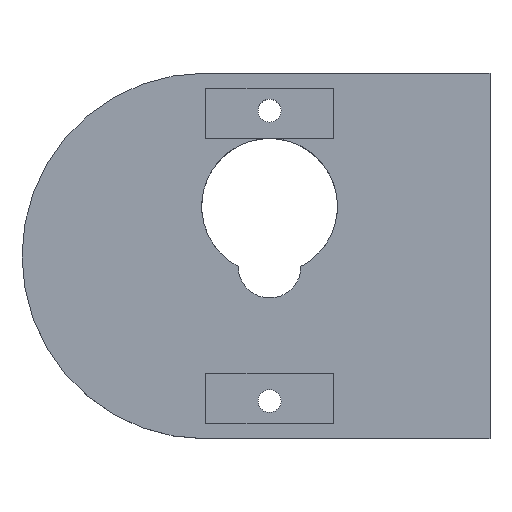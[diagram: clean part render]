
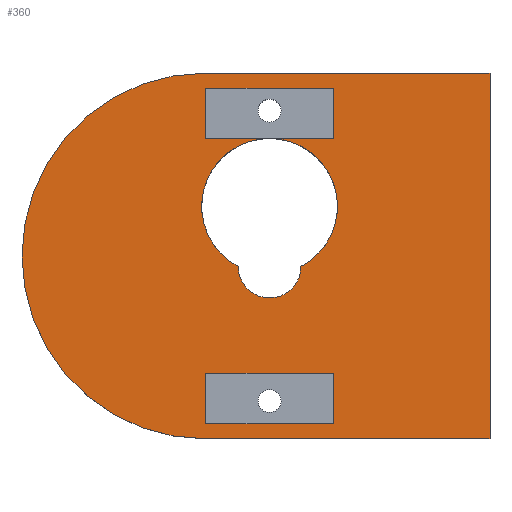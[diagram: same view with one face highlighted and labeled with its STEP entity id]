
A CAD part, top view. The second image highlights one B-rep face of the part: STEP entity #360.
In plain terms, the highlighted planar face has unit normal (0, 0, 1).
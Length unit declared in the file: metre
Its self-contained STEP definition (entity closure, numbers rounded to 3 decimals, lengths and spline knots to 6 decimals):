
#25=CIRCLE('',#394,0.0175);
#26=CIRCLE('',#395,0.0065);
#27=CIRCLE('',#396,0.003);
#28=CIRCLE('',#397,0.0065);
#36=ORIENTED_EDGE('',*,*,#132,.F.);
#37=ORIENTED_EDGE('',*,*,#133,.F.);
#38=ORIENTED_EDGE('',*,*,#134,.T.);
#39=ORIENTED_EDGE('',*,*,#135,.T.);
#40=ORIENTED_EDGE('',*,*,#136,.F.);
#41=ORIENTED_EDGE('',*,*,#137,.F.);
#42=ORIENTED_EDGE('',*,*,#138,.F.);
#43=ORIENTED_EDGE('',*,*,#139,.F.);
#44=ORIENTED_EDGE('',*,*,#140,.F.);
#45=ORIENTED_EDGE('',*,*,#141,.F.);
#46=ORIENTED_EDGE('',*,*,#142,.T.);
#47=ORIENTED_EDGE('',*,*,#143,.T.);
#48=ORIENTED_EDGE('',*,*,#144,.T.);
#49=ORIENTED_EDGE('',*,*,#145,.T.);
#50=ORIENTED_EDGE('',*,*,#146,.F.);
#51=ORIENTED_EDGE('',*,*,#147,.F.);
#132=EDGE_CURVE('',#180,#181,#213,.T.);
#133=EDGE_CURVE('',#182,#180,#214,.T.);
#134=EDGE_CURVE('',#182,#183,#25,.T.);
#135=EDGE_CURVE('',#183,#181,#215,.T.);
#136=EDGE_CURVE('',#184,#185,#216,.T.);
#137=EDGE_CURVE('',#186,#184,#26,.T.);
#138=EDGE_CURVE('',#187,#186,#27,.T.);
#139=EDGE_CURVE('',#184,#187,#28,.T.);
#140=EDGE_CURVE('',#188,#184,#217,.T.);
#141=EDGE_CURVE('',#189,#188,#218,.T.);
#142=EDGE_CURVE('',#189,#190,#219,.T.);
#143=EDGE_CURVE('',#190,#185,#220,.T.);
#144=EDGE_CURVE('',#191,#192,#221,.T.);
#145=EDGE_CURVE('',#192,#193,#222,.T.);
#146=EDGE_CURVE('',#194,#193,#223,.T.);
#147=EDGE_CURVE('',#191,#194,#224,.T.);
#180=VERTEX_POINT('',#528);
#181=VERTEX_POINT('',#529);
#182=VERTEX_POINT('',#531);
#183=VERTEX_POINT('',#533);
#184=VERTEX_POINT('',#536);
#185=VERTEX_POINT('',#537);
#186=VERTEX_POINT('',#539);
#187=VERTEX_POINT('',#541);
#188=VERTEX_POINT('',#544);
#189=VERTEX_POINT('',#546);
#190=VERTEX_POINT('',#548);
#191=VERTEX_POINT('',#551);
#192=VERTEX_POINT('',#552);
#193=VERTEX_POINT('',#554);
#194=VERTEX_POINT('',#556);
#213=LINE('',#527,#250);
#214=LINE('',#530,#251);
#215=LINE('',#534,#252);
#216=LINE('',#535,#253);
#217=LINE('',#543,#254);
#218=LINE('',#545,#255);
#219=LINE('',#547,#256);
#220=LINE('',#549,#257);
#221=LINE('',#550,#258);
#222=LINE('',#553,#259);
#223=LINE('',#555,#260);
#224=LINE('',#557,#261);
#250=VECTOR('',#428,1.);
#251=VECTOR('',#429,1.);
#252=VECTOR('',#432,1.);
#253=VECTOR('',#433,1.);
#254=VECTOR('',#440,1.);
#255=VECTOR('',#441,1.);
#256=VECTOR('',#442,1.);
#257=VECTOR('',#443,1.);
#258=VECTOR('',#444,1.);
#259=VECTOR('',#445,1.);
#260=VECTOR('',#446,1.);
#261=VECTOR('',#447,1.);
#287=EDGE_LOOP('',(#36,#37,#38,#39));
#288=EDGE_LOOP('',(#40,#41,#42,#43,#44,#45,#46,#47));
#289=EDGE_LOOP('',(#48,#49,#50,#51));
#316=FACE_BOUND('',#287,.T.);
#317=FACE_BOUND('',#288,.T.);
#318=FACE_BOUND('',#289,.T.);
#345=PLANE('',#393);
#360=ADVANCED_FACE('',(#316,#317,#318),#345,.T.);
#393=AXIS2_PLACEMENT_3D('',#526,#426,#427);
#394=AXIS2_PLACEMENT_3D('',#532,#430,#431);
#395=AXIS2_PLACEMENT_3D('',#538,#434,#435);
#396=AXIS2_PLACEMENT_3D('',#540,#436,#437);
#397=AXIS2_PLACEMENT_3D('',#542,#438,#439);
#426=DIRECTION('',(0.,0.,1.));
#427=DIRECTION('',(1.,0.,0.));
#428=DIRECTION('',(0.,-1.,0.));
#429=DIRECTION('',(1.,0.,0.));
#430=DIRECTION('',(0.,0.,1.));
#431=DIRECTION('',(1.,0.,0.));
#432=DIRECTION('',(1.,0.,0.));
#433=DIRECTION('',(1.,0.,0.));
#434=DIRECTION('',(0.,0.,1.));
#435=DIRECTION('',(1.,0.,0.));
#436=DIRECTION('',(0.,0.,1.));
#437=DIRECTION('',(1.,0.,0.));
#438=DIRECTION('',(0.,0.,1.));
#439=DIRECTION('',(1.,0.,0.));
#440=DIRECTION('',(1.,0.,0.));
#441=DIRECTION('',(0.,-1.,0.));
#442=DIRECTION('',(1.,0.,0.));
#443=DIRECTION('',(0.,-1.,0.));
#444=DIRECTION('',(-1.,0.,0.));
#445=DIRECTION('',(0.,1.,0.));
#446=DIRECTION('',(-1.,0.,0.));
#447=DIRECTION('',(0.,1.,0.));
#526=CARTESIAN_POINT('',(0.0423,-0.0175,0.0045));
#527=CARTESIAN_POINT('',(0.0647,-0.0175,0.0045));
#528=CARTESIAN_POINT('',(0.0647,0.,0.0045));
#529=CARTESIAN_POINT('',(0.0647,-0.035,0.0045));
#530=CARTESIAN_POINT('',(0.05105,0.,0.0045));
#531=CARTESIAN_POINT('',(0.0374,0.,0.0045));
#532=CARTESIAN_POINT('',(0.0374,-0.0175,0.0045));
#533=CARTESIAN_POINT('',(0.0374,-0.035,0.0045));
#534=CARTESIAN_POINT('',(0.05105,-0.035,0.0045));
#535=CARTESIAN_POINT('',(0.0423,-0.00625,0.0045));
#536=CARTESIAN_POINT('',(0.0436,-0.00625,0.0045));
#537=CARTESIAN_POINT('',(0.0497,-0.00625,0.0045));
#538=CARTESIAN_POINT('',(0.0436,-0.01275,0.0045));
#539=CARTESIAN_POINT('',(0.0466,-0.018516,0.0045));
#540=CARTESIAN_POINT('',(0.0436,-0.018516,0.0045));
#541=CARTESIAN_POINT('',(0.0406,-0.018516,0.0045));
#542=CARTESIAN_POINT('',(0.0436,-0.01275,0.0045));
#543=CARTESIAN_POINT('',(0.0423,-0.00625,0.0045));
#544=CARTESIAN_POINT('',(0.0375,-0.00625,0.0045));
#545=CARTESIAN_POINT('',(0.0375,-0.0175,0.0045));
#546=CARTESIAN_POINT('',(0.0375,-0.00145,0.0045));
#547=CARTESIAN_POINT('',(0.0423,-0.00145,0.0045));
#548=CARTESIAN_POINT('',(0.0497,-0.00145,0.0045));
#549=CARTESIAN_POINT('',(0.0497,-0.0175,0.0045));
#550=CARTESIAN_POINT('',(0.0423,-0.03355,0.0045));
#551=CARTESIAN_POINT('',(0.0497,-0.03355,0.0045));
#552=CARTESIAN_POINT('',(0.0375,-0.03355,0.0045));
#553=CARTESIAN_POINT('',(0.0375,-0.0175,0.0045));
#554=CARTESIAN_POINT('',(0.0375,-0.02875,0.0045));
#555=CARTESIAN_POINT('',(0.0423,-0.02875,0.0045));
#556=CARTESIAN_POINT('',(0.0497,-0.02875,0.0045));
#557=CARTESIAN_POINT('',(0.0497,-0.0175,0.0045));
